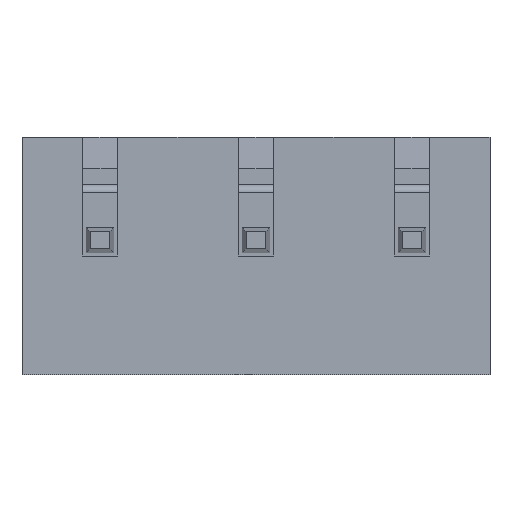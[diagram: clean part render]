
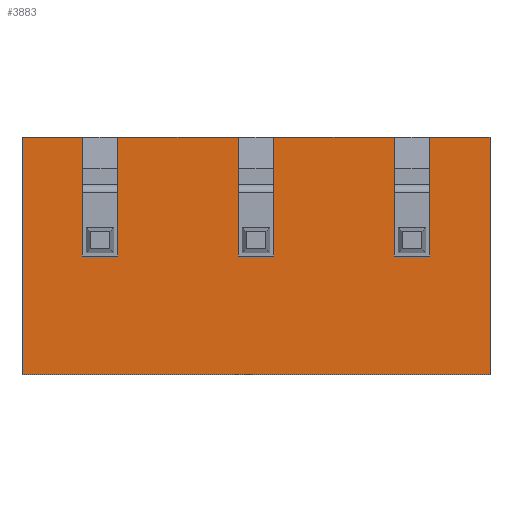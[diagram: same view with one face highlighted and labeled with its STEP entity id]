
A CAD part, front view. The second image highlights one B-rep face of the part: STEP entity #3883.
In plain terms, the highlighted planar face has unit normal (0, -1, 0).
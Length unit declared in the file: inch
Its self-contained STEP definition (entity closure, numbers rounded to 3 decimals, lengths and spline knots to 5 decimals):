
#9=DIRECTION('',(0.,0.,-1.));
#10=VECTOR('',#9,0.3);
#11=CARTESIAN_POINT('',(-0.2955,-0.23,0.13));
#12=LINE('',#11,#10);
#929=DIRECTION('',(1.,0.,0.));
#930=VECTOR('',#929,0.591);
#931=CARTESIAN_POINT('',(-0.2955,-0.23,-0.17));
#932=LINE('',#931,#930);
#933=DIRECTION('',(1.,0.,0.));
#934=VECTOR('',#933,0.045);
#935=CARTESIAN_POINT('',(0.1745,-0.23,-0.02));
#936=LINE('',#935,#934);
#937=DIRECTION('',(0.,0.,-1.));
#938=VECTOR('',#937,0.15);
#939=CARTESIAN_POINT('',(0.2195,-0.23,0.13));
#940=LINE('',#939,#938);
#941=DIRECTION('',(1.,0.,0.));
#942=VECTOR('',#941,0.076);
#943=CARTESIAN_POINT('',(0.2195,-0.23,0.13));
#944=LINE('',#943,#942);
#945=DIRECTION('',(1.,0.,0.));
#946=VECTOR('',#945,0.076);
#947=CARTESIAN_POINT('',(-0.2955,-0.23,0.13));
#948=LINE('',#947,#946);
#949=DIRECTION('',(0.,0.,-1.));
#950=VECTOR('',#949,0.15);
#951=CARTESIAN_POINT('',(-0.2195,-0.23,0.13));
#952=LINE('',#951,#950);
#953=DIRECTION('',(1.,0.,0.));
#954=VECTOR('',#953,0.045);
#955=CARTESIAN_POINT('',(-0.2195,-0.23,-0.02));
#956=LINE('',#955,#954);
#957=DIRECTION('',(0.,0.,-1.));
#958=VECTOR('',#957,0.15);
#959=CARTESIAN_POINT('',(-0.1745,-0.23,0.13));
#960=LINE('',#959,#958);
#961=DIRECTION('',(1.,0.,0.));
#962=VECTOR('',#961,0.152);
#963=CARTESIAN_POINT('',(-0.1745,-0.23,0.13));
#964=LINE('',#963,#962);
#965=DIRECTION('',(0.,0.,-1.));
#966=VECTOR('',#965,0.15);
#967=CARTESIAN_POINT('',(-0.0225,-0.23,0.13));
#968=LINE('',#967,#966);
#969=DIRECTION('',(1.,0.,0.));
#970=VECTOR('',#969,0.045);
#971=CARTESIAN_POINT('',(-0.0225,-0.23,-0.02));
#972=LINE('',#971,#970);
#973=DIRECTION('',(0.,0.,-1.));
#974=VECTOR('',#973,0.15);
#975=CARTESIAN_POINT('',(0.0225,-0.23,0.13));
#976=LINE('',#975,#974);
#977=DIRECTION('',(1.,0.,0.));
#978=VECTOR('',#977,0.152);
#979=CARTESIAN_POINT('',(0.0225,-0.23,0.13));
#980=LINE('',#979,#978);
#981=DIRECTION('',(0.,0.,-1.));
#982=VECTOR('',#981,0.15);
#983=CARTESIAN_POINT('',(0.1745,-0.23,0.13));
#984=LINE('',#983,#982);
#1829=DIRECTION('',(0.,0.,-1.));
#1830=VECTOR('',#1829,0.3);
#1831=CARTESIAN_POINT('',(0.2955,-0.23,0.13));
#1832=LINE('',#1831,#1830);
#2057=CARTESIAN_POINT('',(-0.2955,-0.23,0.13));
#2058=VERTEX_POINT('',#2057);
#2059=CARTESIAN_POINT('',(-0.2955,-0.23,-0.17));
#2060=VERTEX_POINT('',#2059);
#2071=CARTESIAN_POINT('',(0.2955,-0.23,0.13));
#2072=VERTEX_POINT('',#2071);
#2073=CARTESIAN_POINT('',(0.2955,-0.23,-0.17));
#2074=VERTEX_POINT('',#2073);
#2201=CARTESIAN_POINT('',(-0.2195,-0.23,0.13));
#2203=VERTEX_POINT('',#2201);
#2205=CARTESIAN_POINT('',(-0.1745,-0.23,0.13));
#2207=VERTEX_POINT('',#2205);
#2209=CARTESIAN_POINT('',(-0.2195,-0.23,-0.02));
#2210=CARTESIAN_POINT('',(-0.1745,-0.23,-0.02));
#2211=VERTEX_POINT('',#2209);
#2212=VERTEX_POINT('',#2210);
#2345=CARTESIAN_POINT('',(-0.0225,-0.23,-0.02));
#2346=VERTEX_POINT('',#2345);
#2347=CARTESIAN_POINT('',(0.0225,-0.23,-0.02));
#2348=VERTEX_POINT('',#2347);
#2489=CARTESIAN_POINT('',(0.1745,-0.23,-0.02));
#2490=VERTEX_POINT('',#2489);
#2491=CARTESIAN_POINT('',(0.2195,-0.23,-0.02));
#2492=VERTEX_POINT('',#2491);
#2559=CARTESIAN_POINT('',(-0.0225,-0.23,0.13));
#2561=VERTEX_POINT('',#2559);
#2563=CARTESIAN_POINT('',(0.0225,-0.23,0.13));
#2565=VERTEX_POINT('',#2563);
#2589=CARTESIAN_POINT('',(0.1745,-0.23,0.13));
#2591=VERTEX_POINT('',#2589);
#2593=CARTESIAN_POINT('',(0.2195,-0.23,0.13));
#2595=VERTEX_POINT('',#2593);
#3846=CARTESIAN_POINT('',(-0.2955,-0.23,0.13));
#3847=DIRECTION('',(0.,-1.,0.));
#3848=DIRECTION('',(0.,0.,-1.));
#3849=AXIS2_PLACEMENT_3D('',#3846,#3847,#3848);
#3850=PLANE('',#3849);
#3852=ORIENTED_EDGE('',*,*,#3851,.T.);
#3854=ORIENTED_EDGE('',*,*,#3853,.F.);
#3856=ORIENTED_EDGE('',*,*,#3855,.T.);
#3858=ORIENTED_EDGE('',*,*,#3857,.T.);
#3859=ORIENTED_EDGE('',*,*,#3838,.F.);
#3860=ORIENTED_EDGE('',*,*,#2614,.F.);
#3862=ORIENTED_EDGE('',*,*,#3861,.T.);
#3864=ORIENTED_EDGE('',*,*,#3863,.T.);
#3866=ORIENTED_EDGE('',*,*,#3865,.T.);
#3868=ORIENTED_EDGE('',*,*,#3867,.F.);
#3870=ORIENTED_EDGE('',*,*,#3869,.T.);
#3872=ORIENTED_EDGE('',*,*,#3871,.T.);
#3874=ORIENTED_EDGE('',*,*,#3873,.T.);
#3876=ORIENTED_EDGE('',*,*,#3875,.F.);
#3878=ORIENTED_EDGE('',*,*,#3877,.T.);
#3880=ORIENTED_EDGE('',*,*,#3879,.T.);
#3881=EDGE_LOOP('',(#3852,#3854,#3856,#3858,#3859,#3860,#3862,#3864,#3866,#3868,
#3870,#3872,#3874,#3876,#3878,#3880));
#3882=FACE_OUTER_BOUND('',#3881,.F.);
#3883=ADVANCED_FACE('',(#3882),#3850,.T.);
#2614=EDGE_CURVE('',#2058,#2060,#12,.T.);
#3838=EDGE_CURVE('',#2060,#2074,#932,.T.);
#3851=EDGE_CURVE('',#2490,#2492,#936,.T.);
#3853=EDGE_CURVE('',#2595,#2492,#940,.T.);
#3855=EDGE_CURVE('',#2595,#2072,#944,.T.);
#3857=EDGE_CURVE('',#2072,#2074,#1832,.T.);
#3861=EDGE_CURVE('',#2058,#2203,#948,.T.);
#3863=EDGE_CURVE('',#2203,#2211,#952,.T.);
#3865=EDGE_CURVE('',#2211,#2212,#956,.T.);
#3867=EDGE_CURVE('',#2207,#2212,#960,.T.);
#3869=EDGE_CURVE('',#2207,#2561,#964,.T.);
#3871=EDGE_CURVE('',#2561,#2346,#968,.T.);
#3873=EDGE_CURVE('',#2346,#2348,#972,.T.);
#3875=EDGE_CURVE('',#2565,#2348,#976,.T.);
#3877=EDGE_CURVE('',#2565,#2591,#980,.T.);
#3879=EDGE_CURVE('',#2591,#2490,#984,.T.);
